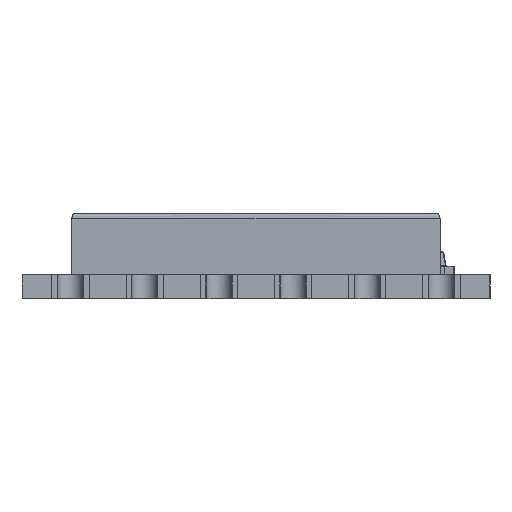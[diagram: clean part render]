
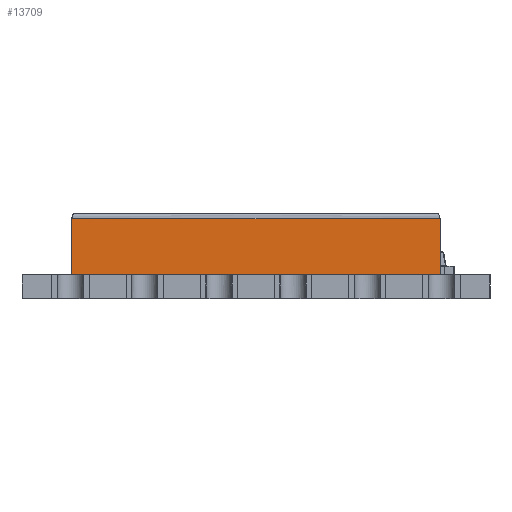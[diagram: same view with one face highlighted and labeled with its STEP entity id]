
A CAD part, front view. The second image highlights one B-rep face of the part: STEP entity #13709.
In plain terms, the highlighted planar face has unit normal (0, -1, 0).
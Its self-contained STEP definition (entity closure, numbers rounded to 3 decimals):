
#13691=AXIS2_PLACEMENT_3D('Plane Axis2P3D',#13688,#13689,#13690) ;
#13586=CARTESIAN_POINT('Line Origine',(-6.3,-4.95,1.763)) ;
#13590=CARTESIAN_POINT('Vertex',(-6.3,-4.95,2.725)) ;
#13592=CARTESIAN_POINT('Vertex',(-6.3,-4.95,0.8)) ;
#13665=CARTESIAN_POINT('Vertex',(6.3,-4.95,2.725)) ;
#13668=CARTESIAN_POINT('Line Origine',(6.3,-4.95,1.763)) ;
#13672=CARTESIAN_POINT('Vertex',(6.3,-4.95,0.8)) ;
#13688=CARTESIAN_POINT('Axis2P3D Location',(-6.3,-4.95,2.9)) ;
#13693=CARTESIAN_POINT('Line Origine',(0.,-4.95,2.725)) ;
#13698=CARTESIAN_POINT('Line Origine',(0.,-4.95,0.8)) ;
#13587=DIRECTION('Vector Direction',(0.,0.,-1.)) ;
#13669=DIRECTION('Vector Direction',(0.,0.,-1.)) ;
#13689=DIRECTION('Axis2P3D Direction',(0.,1.,0.)) ;
#13690=DIRECTION('Axis2P3D XDirection',(-1.,0.,0.)) ;
#13694=DIRECTION('Vector Direction',(-1.,0.,0.)) ;
#13699=DIRECTION('Vector Direction',(1.,0.,0.)) ;
#13588=VECTOR('Line Direction',#13587,1.) ;
#13670=VECTOR('Line Direction',#13669,1.) ;
#13695=VECTOR('Line Direction',#13694,1.) ;
#13700=VECTOR('Line Direction',#13699,1.) ;
#13704=ORIENTED_EDGE('',*,*,#13674,.F.) ;
#13705=ORIENTED_EDGE('',*,*,#13697,.T.) ;
#13706=ORIENTED_EDGE('',*,*,#13594,.T.) ;
#13707=ORIENTED_EDGE('',*,*,#13702,.T.) ;
#13709=ADVANCED_FACE('Shield',(#13708),#13692,.F.) ;
#13594=EDGE_CURVE('',#13591,#13593,#13589,.T.) ;
#13674=EDGE_CURVE('',#13666,#13673,#13671,.T.) ;
#13697=EDGE_CURVE('',#13666,#13591,#13696,.T.) ;
#13702=EDGE_CURVE('',#13593,#13673,#13701,.T.) ;
#13703=EDGE_LOOP('',(#13704,#13705,#13706,#13707)) ;
#13708=FACE_OUTER_BOUND('',#13703,.T.) ;
#13589=LINE('Line',#13586,#13588) ;
#13671=LINE('Line',#13668,#13670) ;
#13696=LINE('Line',#13693,#13695) ;
#13701=LINE('Line',#13698,#13700) ;
#13692=PLANE('',#13691) ;
#13591=VERTEX_POINT('',#13590) ;
#13593=VERTEX_POINT('',#13592) ;
#13666=VERTEX_POINT('',#13665) ;
#13673=VERTEX_POINT('',#13672) ;
